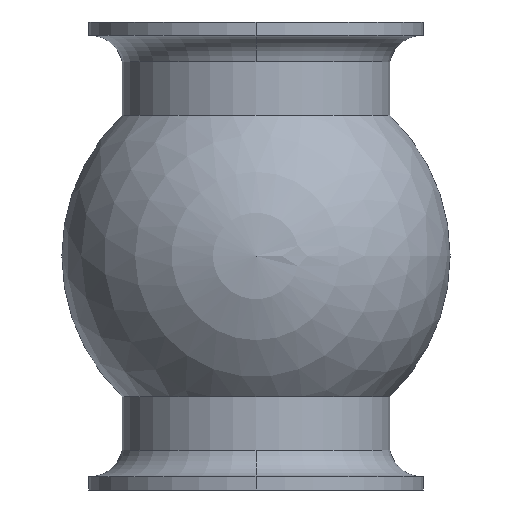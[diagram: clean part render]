
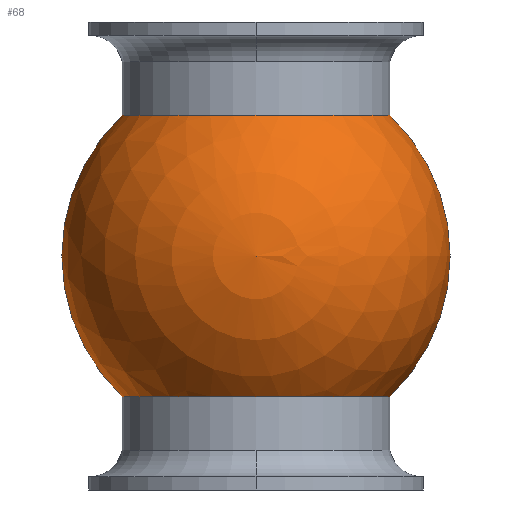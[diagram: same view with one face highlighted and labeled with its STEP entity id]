
A CAD part, front view. The second image highlights one B-rep face of the part: STEP entity #68.
In plain terms, the highlighted spherical face has radius 2.9 mm.
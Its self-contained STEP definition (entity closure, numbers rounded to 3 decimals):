
#18 = DIRECTION ( 'NONE',  ( -1., 0., 0. ) ) ;
#22 = AXIS2_PLACEMENT_3D ( 'NONE', #496, #81, #27 ) ;
#27 = DIRECTION ( 'NONE',  ( 1., 0., 0. ) ) ;
#31 = AXIS2_PLACEMENT_3D ( 'NONE', #238, #236, #79 ) ;
#40 = VERTEX_POINT ( 'NONE', #522 ) ;
#56 = VERTEX_POINT ( 'NONE', #132 ) ;
#68 = ADVANCED_FACE ( 'NONE', ( #179 ), #129, .T. ) ;
#75 = DIRECTION ( 'NONE',  ( 1., 0., 0. ) ) ;
#79 = DIRECTION ( 'NONE',  ( 1., 0., 0. ) ) ;
#81 = DIRECTION ( 'NONE',  ( 0., -1., 0. ) ) ;
#87 = CARTESIAN_POINT ( 'NONE',  ( -2., 0., -2.1 ) ) ;
#104 = EDGE_CURVE ( 'NONE', #56, #265, #237, .T. ) ;
#124 = CARTESIAN_POINT ( 'NONE',  ( 2., 0., 2.1 ) ) ;
#129 = SPHERICAL_SURFACE ( 'NONE', #557, 2.9 ) ;
#132 = CARTESIAN_POINT ( 'NONE',  ( 2., 0., -2.1 ) ) ;
#137 = ORIENTED_EDGE ( 'NONE', *, *, #471, .F. ) ;
#179 = FACE_OUTER_BOUND ( 'NONE', #645, .T. ) ;
#188 = CIRCLE ( 'NONE', #251, 2.9 ) ;
#195 = VERTEX_POINT ( 'NONE', #124 ) ;
#230 = CIRCLE ( 'NONE', #22, 2.9 ) ;
#233 = CARTESIAN_POINT ( 'NONE',  ( 0., 0., 2.1 ) ) ;
#236 = DIRECTION ( 'NONE',  ( 0., 0., -1. ) ) ;
#237 = CIRCLE ( 'NONE', #31, 2. ) ;
#238 = CARTESIAN_POINT ( 'NONE',  ( 0., 0., -2.1 ) ) ;
#239 = CIRCLE ( 'NONE', #474, 2. ) ;
#251 = AXIS2_PLACEMENT_3D ( 'NONE', #501, #299, #609 ) ;
#257 = ORIENTED_EDGE ( 'NONE', *, *, #689, .F. ) ;
#265 = VERTEX_POINT ( 'NONE', #87 ) ;
#288 = DIRECTION ( 'NONE',  ( 0., -1., 0. ) ) ;
#298 = ORIENTED_EDGE ( 'NONE', *, *, #510, .T. ) ;
#299 = DIRECTION ( 'NONE',  ( 0., 1., 0. ) ) ;
#335 = DIRECTION ( 'NONE',  ( 0., 0., 1. ) ) ;
#471 = EDGE_CURVE ( 'NONE', #40, #195, #239, .T. ) ;
#474 = AXIS2_PLACEMENT_3D ( 'NONE', #233, #335, #18 ) ;
#496 = CARTESIAN_POINT ( 'NONE',  ( 0., 0., 0. ) ) ;
#501 = CARTESIAN_POINT ( 'NONE',  ( 0., 0., 0. ) ) ;
#510 = EDGE_CURVE ( 'NONE', #40, #265, #230, .T. ) ;
#522 = CARTESIAN_POINT ( 'NONE',  ( -2., 0., 2.1 ) ) ;
#557 = AXIS2_PLACEMENT_3D ( 'NONE', #602, #288, #75 ) ;
#602 = CARTESIAN_POINT ( 'NONE',  ( 0., 0., 0. ) ) ;
#609 = DIRECTION ( 'NONE',  ( 0., 0., 1. ) ) ;
#616 = ORIENTED_EDGE ( 'NONE', *, *, #104, .F. ) ;
#645 = EDGE_LOOP ( 'NONE', ( #137, #298, #616, #257 ) ) ;
#689 = EDGE_CURVE ( 'NONE', #195, #56, #188, .T. ) ;
